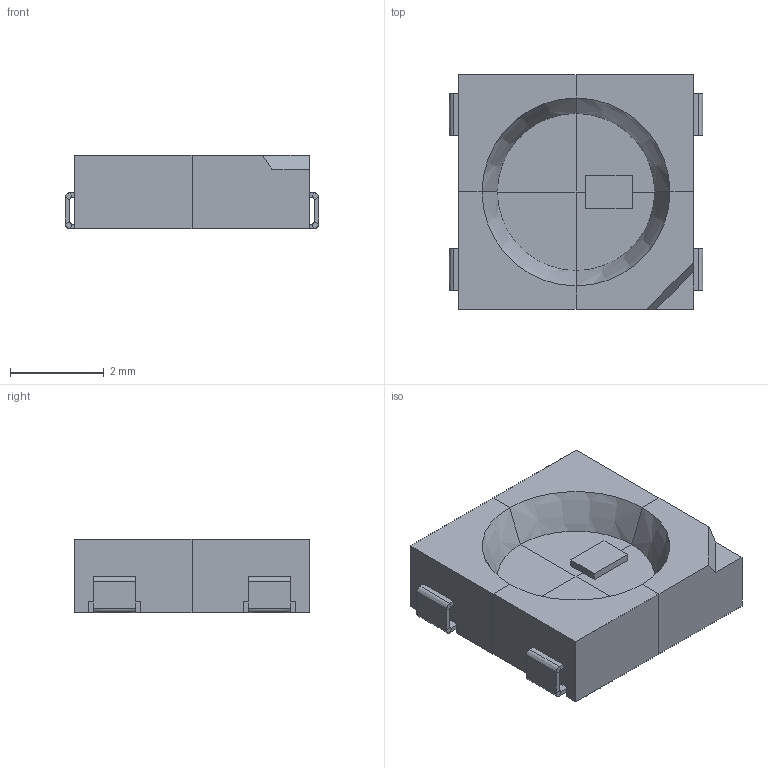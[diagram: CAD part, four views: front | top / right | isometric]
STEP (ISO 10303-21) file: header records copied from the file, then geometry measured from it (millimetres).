
FILE_DESCRIPTION(('FreeCAD Model'),'2;1');
FILE_NAME('WS2812B.step', '2018-12-04T14:48:10',('Author'),(''), 'Open CASCADE STEP processor 7.2','FreeCAD','Unknown');
FILE_SCHEMA(('AUTOMOTIVE_DESIGN_CC2 { 1 2 10303 214 -1 1 5 4 }'));
Length unit declared in the file: millimetre
Products named in the file (6): LED_pin4; Body; LED_pin1; LED_pin2; LED_pin3; LED_plast
Bounding box: 5.4 x 5 x 1.57 mm (x, y, z)
Volume: 30.7 mm3; surface area: 111.8 mm2
Topology: 6 solids, 6 shells, 136 faces, 290 edges, 166 vertices
Faces by surface type: plane 116, bspline 12, cylinder 8
Entity records: 4047 total; most frequent: CARTESIAN_POINT 1093, ORIENTED_EDGE 580, DIRECTION 548, EDGE_CURVE 290, LINE 250, VECTOR 250, VERTEX_POINT 166, AXIS2_PLACEMENT_3D 149
